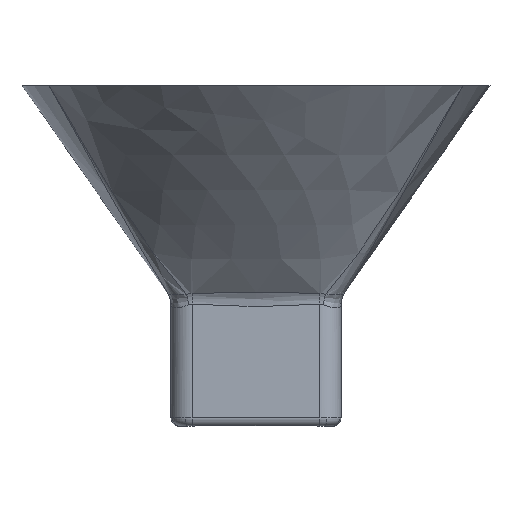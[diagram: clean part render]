
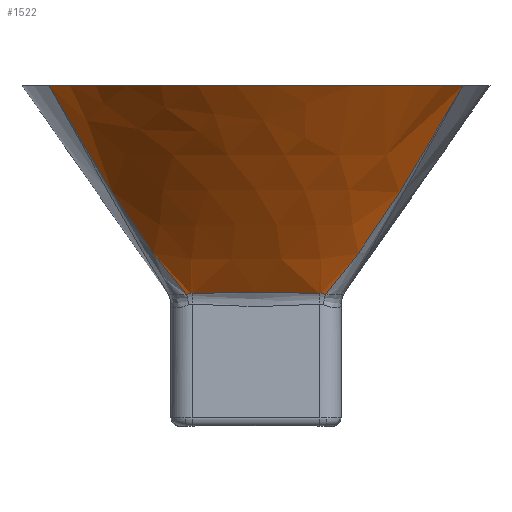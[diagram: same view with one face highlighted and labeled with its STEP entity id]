
A CAD part, front view. The second image highlights one B-rep face of the part: STEP entity #1522.
In plain terms, the highlighted free-form (B-spline) face has degree [3, 3] with [10, 4] control points.
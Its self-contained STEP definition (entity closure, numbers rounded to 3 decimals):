
#36=B_SPLINE_SURFACE_WITH_KNOTS('',3,3,((#3022,#3023,#3024,#3025),(#3026,
#3027,#3028,#3029),(#3030,#3031,#3032,#3033),(#3034,#3035,#3036,#3037),
(#3038,#3039,#3040,#3041),(#3042,#3043,#3044,#3045),(#3046,#3047,#3048,
#3049),(#3050,#3051,#3052,#3053),(#3054,#3055,#3056,#3057),(#3058,#3059,
#3060,#3061)),.UNSPECIFIED.,.F.,.F.,.F.,(4,1,1,1,1,1,1,4),(4,4),(0.,0.143,
0.286,0.429,0.571,0.714,
0.857,1.),(0.,0.982),.UNSPECIFIED.);
#185=B_SPLINE_CURVE_WITH_KNOTS('',3,(#2283,#2284,#2285,#2286,#2287,#2288),
 .UNSPECIFIED.,.F.,.F.,(4,1,1,4),(-3.575,-2.717,-1.859,
-0.572),.UNSPECIFIED.);
#204=B_SPLINE_CURVE_WITH_KNOTS('',3,(#2714,#2715,#2716,#2717),
 .UNSPECIFIED.,.F.,.F.,(4,4),(-0.153,0.),.UNSPECIFIED.);
#210=B_SPLINE_CURVE_WITH_KNOTS('',3,(#2842,#2843,#2844,#2845,#2846,#2847,
#2848,#2849,#2850,#2851,#2852,#2853),.UNSPECIFIED.,.F.,.F.,(4,1,1,1,1,1,
1,2,4),(-5.973,-5.376,-4.779,-4.181,
-3.584,-2.987,-2.389,0.,0.004),
 .UNSPECIFIED.);
#213=B_SPLINE_CURVE_WITH_KNOTS('',3,(#2908,#2909,#2910,#2911),
 .UNSPECIFIED.,.F.,.F.,(4,4),(-0.153,0.),
 .UNSPECIFIED.);
#216=B_SPLINE_CURVE_WITH_KNOTS('',3,(#3010,#3011,#3012,#3013,#3014,#3015,
#3016,#3017,#3018,#3019,#3020,#3021),.UNSPECIFIED.,.F.,.F.,(4,2,1,1,1,1,
1,1,4),(-6.043,-6.04,-3.65,-3.053,
-2.456,-1.858,-1.261,-0.664,
-0.066),.UNSPECIFIED.);
#339=FACE_OUTER_BOUND('',#444,.T.);
#444=EDGE_LOOP('',(#1200,#1201,#1202,#1203,#1204,#1205));
#555=CIRCLE('',#1664,55.);
#645=VERTEX_POINT('',#2280);
#646=VERTEX_POINT('',#2282);
#664=VERTEX_POINT('',#2713);
#668=VERTEX_POINT('',#2841);
#670=VERTEX_POINT('',#2906);
#671=VERTEX_POINT('',#2997);
#815=EDGE_CURVE('',#645,#646,#185,.T.);
#847=EDGE_CURVE('',#646,#664,#204,.T.);
#855=EDGE_CURVE('',#664,#668,#210,.T.);
#861=EDGE_CURVE('',#670,#645,#213,.T.);
#864=EDGE_CURVE('',#671,#670,#216,.T.);
#865=EDGE_CURVE('',#671,#668,#555,.T.);
#1200=ORIENTED_EDGE('',*,*,#855,.F.);
#1201=ORIENTED_EDGE('',*,*,#847,.F.);
#1202=ORIENTED_EDGE('',*,*,#815,.F.);
#1203=ORIENTED_EDGE('',*,*,#861,.F.);
#1204=ORIENTED_EDGE('',*,*,#864,.F.);
#1205=ORIENTED_EDGE('',*,*,#865,.T.);
#1522=ADVANCED_FACE('',(#339),#36,.T.);
#1664=AXIS2_PLACEMENT_3D('',#3062,#1898,#1899);
#1898=DIRECTION('center_axis',(0.,0.,-1.));
#1899=DIRECTION('ref_axis',(-1.,0.,0.));
#2280=CARTESIAN_POINT('',(14.784,-11.223,31.249));
#2282=CARTESIAN_POINT('',(-14.784,-11.223,31.249));
#2283=CARTESIAN_POINT('Ctrl Pts',(14.784,-11.223,31.249));
#2284=CARTESIAN_POINT('Ctrl Pts',(11.961,-11.433,31.36));
#2285=CARTESIAN_POINT('Ctrl Pts',(6.341,-11.727,31.423));
#2286=CARTESIAN_POINT('Ctrl Pts',(-3.526,-11.825,31.42));
#2287=CARTESIAN_POINT('Ctrl Pts',(-10.55,-11.538,31.415));
#2288=CARTESIAN_POINT('Ctrl Pts',(-14.784,-11.223,31.249));
#2713=CARTESIAN_POINT('',(-16.331,-10.965,30.919));
#2714=CARTESIAN_POINT('Ctrl Pts',(-14.784,-11.223,31.249));
#2715=CARTESIAN_POINT('Ctrl Pts',(-15.285,-11.186,31.229));
#2716=CARTESIAN_POINT('Ctrl Pts',(-15.805,-11.1,31.134));
#2717=CARTESIAN_POINT('Ctrl Pts',(-16.331,-10.965,30.919));
#2841=CARTESIAN_POINT('',(-48.697,-25.566,80.));
#2842=CARTESIAN_POINT('Ctrl Pts',(-16.331,-10.965,30.919));
#2843=CARTESIAN_POINT('Ctrl Pts',(-17.625,-11.704,32.422));
#2844=CARTESIAN_POINT('Ctrl Pts',(-20.177,-13.011,35.489));
#2845=CARTESIAN_POINT('Ctrl Pts',(-23.825,-14.617,40.235));
#2846=CARTESIAN_POINT('Ctrl Pts',(-27.277,-16.033,45.086));
#2847=CARTESIAN_POINT('Ctrl Pts',(-30.563,-17.372,50.008));
#2848=CARTESIAN_POINT('Ctrl Pts',(-33.724,-18.696,54.966));
#2849=CARTESIAN_POINT('Ctrl Pts',(-39.864,-21.361,64.925));
#2850=CARTESIAN_POINT('Ctrl Pts',(-44.771,-23.671,73.283));
#2851=CARTESIAN_POINT('Ctrl Pts',(-48.684,-25.56,79.978));
#2852=CARTESIAN_POINT('Ctrl Pts',(-48.69,-25.563,79.989));
#2853=CARTESIAN_POINT('Ctrl Pts',(-48.697,-25.566,80.));
#2906=CARTESIAN_POINT('',(16.331,-10.965,30.919));
#2908=CARTESIAN_POINT('Ctrl Pts',(16.331,-10.965,30.919));
#2909=CARTESIAN_POINT('Ctrl Pts',(15.805,-11.1,31.134));
#2910=CARTESIAN_POINT('Ctrl Pts',(15.285,-11.186,31.229));
#2911=CARTESIAN_POINT('Ctrl Pts',(14.784,-11.223,31.249));
#2997=CARTESIAN_POINT('',(48.697,-25.566,80.));
#3010=CARTESIAN_POINT('Ctrl Pts',(48.697,-25.566,80.));
#3011=CARTESIAN_POINT('Ctrl Pts',(48.69,-25.563,79.989));
#3012=CARTESIAN_POINT('Ctrl Pts',(48.684,-25.56,79.978));
#3013=CARTESIAN_POINT('Ctrl Pts',(44.771,-23.671,73.283));
#3014=CARTESIAN_POINT('Ctrl Pts',(39.864,-21.361,64.925));
#3015=CARTESIAN_POINT('Ctrl Pts',(33.724,-18.696,54.966));
#3016=CARTESIAN_POINT('Ctrl Pts',(30.563,-17.372,50.008));
#3017=CARTESIAN_POINT('Ctrl Pts',(27.277,-16.033,45.086));
#3018=CARTESIAN_POINT('Ctrl Pts',(23.825,-14.617,40.235));
#3019=CARTESIAN_POINT('Ctrl Pts',(20.177,-13.011,35.489));
#3020=CARTESIAN_POINT('Ctrl Pts',(17.625,-11.704,32.422));
#3021=CARTESIAN_POINT('Ctrl Pts',(16.331,-10.965,30.919));
#3022=CARTESIAN_POINT('Ctrl Pts',(48.697,-25.566,80.));
#3023=CARTESIAN_POINT('Ctrl Pts',(39.307,-20.636,63.64));
#3024=CARTESIAN_POINT('Ctrl Pts',(29.917,-15.707,47.279));
#3025=CARTESIAN_POINT('Ctrl Pts',(20.527,-10.777,30.919));
#3026=CARTESIAN_POINT('Ctrl Pts',(46.049,-30.609,80.));
#3027=CARTESIAN_POINT('Ctrl Pts',(36.902,-24.029,63.64));
#3028=CARTESIAN_POINT('Ctrl Pts',(27.756,-17.45,47.279));
#3029=CARTESIAN_POINT('Ctrl Pts',(18.609,-10.87,30.919));
#3030=CARTESIAN_POINT('Ctrl Pts',(39.175,-39.864,80.));
#3031=CARTESIAN_POINT('Ctrl Pts',(31.031,-30.256,63.64));
#3032=CARTESIAN_POINT('Ctrl Pts',(22.887,-20.648,47.279));
#3033=CARTESIAN_POINT('Ctrl Pts',(14.743,-11.04,30.919));
#3034=CARTESIAN_POINT('Ctrl Pts',(25.114,-49.934,80.));
#3035=CARTESIAN_POINT('Ctrl Pts',(19.701,-37.032,63.64));
#3036=CARTESIAN_POINT('Ctrl Pts',(14.288,-24.127,47.279));
#3037=CARTESIAN_POINT('Ctrl Pts',(8.875,-11.225,30.919));
#3038=CARTESIAN_POINT('Ctrl Pts',(8.647,-55.218,80.));
#3039=CARTESIAN_POINT('Ctrl Pts',(6.753,-40.585,63.64));
#3040=CARTESIAN_POINT('Ctrl Pts',(4.858,-25.955,47.279));
#3041=CARTESIAN_POINT('Ctrl Pts',(2.964,-11.322,30.919));
#3042=CARTESIAN_POINT('Ctrl Pts',(-8.647,-55.221,80.));
#3043=CARTESIAN_POINT('Ctrl Pts',(-6.753,-40.589,63.64));
#3044=CARTESIAN_POINT('Ctrl Pts',(-4.858,-25.955,47.279));
#3045=CARTESIAN_POINT('Ctrl Pts',(-2.964,-11.322,30.919));
#3046=CARTESIAN_POINT('Ctrl Pts',(-25.113,-49.931,80.));
#3047=CARTESIAN_POINT('Ctrl Pts',(-19.7,-37.029,63.64));
#3048=CARTESIAN_POINT('Ctrl Pts',(-14.288,-24.127,47.279));
#3049=CARTESIAN_POINT('Ctrl Pts',(-8.875,-11.225,30.919));
#3050=CARTESIAN_POINT('Ctrl Pts',(-39.176,-39.866,80.));
#3051=CARTESIAN_POINT('Ctrl Pts',(-31.032,-30.258,63.64));
#3052=CARTESIAN_POINT('Ctrl Pts',(-22.887,-20.648,47.279));
#3053=CARTESIAN_POINT('Ctrl Pts',(-14.743,-11.04,30.919));
#3054=CARTESIAN_POINT('Ctrl Pts',(-46.049,-30.609,80.));
#3055=CARTESIAN_POINT('Ctrl Pts',(-36.902,-24.029,63.64));
#3056=CARTESIAN_POINT('Ctrl Pts',(-27.756,-17.45,47.279));
#3057=CARTESIAN_POINT('Ctrl Pts',(-18.609,-10.87,30.919));
#3058=CARTESIAN_POINT('Ctrl Pts',(-48.697,-25.566,80.));
#3059=CARTESIAN_POINT('Ctrl Pts',(-39.307,-20.636,63.64));
#3060=CARTESIAN_POINT('Ctrl Pts',(-29.917,-15.707,47.279));
#3061=CARTESIAN_POINT('Ctrl Pts',(-20.527,-10.777,30.919));
#3062=CARTESIAN_POINT('Origin',(0.,0.,80.));
